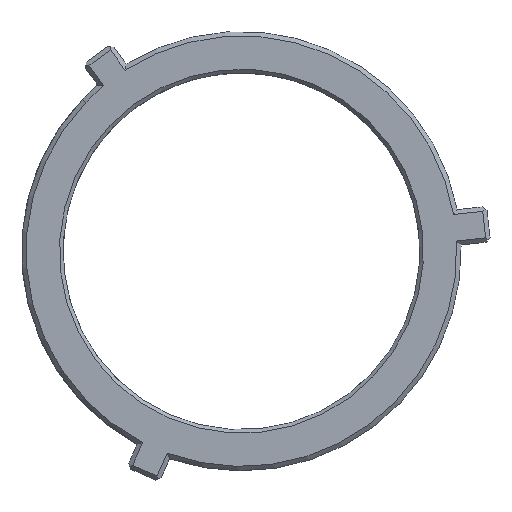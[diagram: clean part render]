
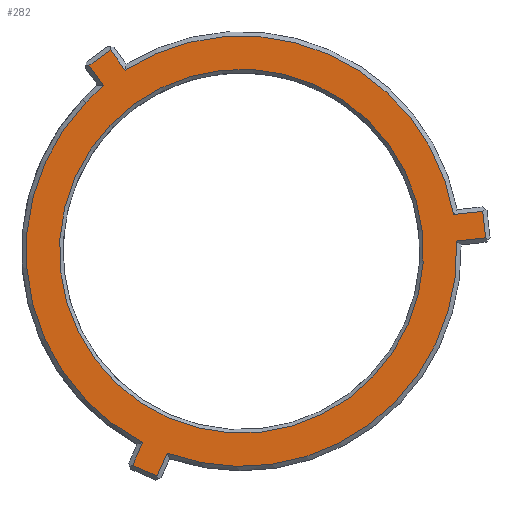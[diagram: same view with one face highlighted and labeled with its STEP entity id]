
A CAD part, top view. The second image highlights one B-rep face of the part: STEP entity #282.
In plain terms, the highlighted planar face has unit normal (0, 0, 1).
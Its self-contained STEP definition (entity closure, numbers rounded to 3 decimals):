
#147=CARTESIAN_POINT('',(0.001,0.,4.25));
#148=DIRECTION('',(0.,0.,-1.));
#149=DIRECTION('',(-0.722,0.692,0.));
#150=AXIS2_PLACEMENT_3D('',#147,#148,#149);
#151=PLANE('',#150);
#152=CARTESIAN_POINT('',(-9.5,-25.319,4.25));
#153=VERTEX_POINT('',#152);
#154=CARTESIAN_POINT('',(-8.374,-22.759,4.25));
#155=VERTEX_POINT('',#154);
#156=CARTESIAN_POINT('',(-9.5,-25.319,4.25));
#157=DIRECTION('',(0.403,0.915,0.));
#158=VECTOR('',#157,2.796);
#159=LINE('',#156,#158);
#160=EDGE_CURVE('',#153,#155,#159,.T.);
#161=ORIENTED_EDGE('',*,*,#160,.T.);
#162=CARTESIAN_POINT('',(24.223,1.144,4.25));
#163=VERTEX_POINT('',#162);
#164=CARTESIAN_POINT('',(0.,-0.001,4.25));
#165=DIRECTION('',(-0.,-0.,1.));
#166=DIRECTION('',(-0.722,0.692,0.));
#167=AXIS2_PLACEMENT_3D('',#164,#165,#166);
#168=CIRCLE('',#167,24.25);
#169=EDGE_CURVE('',#155,#163,#168,.T.);
#170=ORIENTED_EDGE('',*,*,#169,.T.);
#171=CARTESIAN_POINT('',(27.5,1.503,4.25));
#172=VERTEX_POINT('',#171);
#173=CARTESIAN_POINT('',(24.223,1.144,4.25));
#174=DIRECTION('',(0.994,0.109,0.));
#175=VECTOR('',#174,3.296);
#176=LINE('',#173,#175);
#177=EDGE_CURVE('',#163,#172,#176,.T.);
#178=ORIENTED_EDGE('',*,*,#177,.T.);
#179=CARTESIAN_POINT('',(27.173,4.485,4.25));
#180=VERTEX_POINT('',#179);
#181=CARTESIAN_POINT('',(27.5,1.503,4.25));
#182=DIRECTION('',(-0.109,0.994,0.));
#183=VECTOR('',#182,3.);
#184=LINE('',#181,#183);
#185=EDGE_CURVE('',#172,#180,#184,.T.);
#186=ORIENTED_EDGE('',*,*,#185,.T.);
#187=CARTESIAN_POINT('',(23.896,4.126,4.25));
#188=VERTEX_POINT('',#187);
#189=CARTESIAN_POINT('',(27.173,4.485,4.25));
#190=DIRECTION('',(-0.994,-0.109,0.));
#191=VECTOR('',#190,3.296);
#192=LINE('',#189,#191);
#193=EDGE_CURVE('',#180,#188,#192,.T.);
#194=ORIENTED_EDGE('',*,*,#193,.T.);
#195=CARTESIAN_POINT('',(-13.103,20.405,4.25));
#196=VERTEX_POINT('',#195);
#197=CARTESIAN_POINT('',(0.,-0.001,4.25));
#198=DIRECTION('',(-0.,-0.,1.));
#199=DIRECTION('',(-0.722,0.692,0.));
#200=AXIS2_PLACEMENT_3D('',#197,#198,#199);
#201=CIRCLE('',#200,24.25);
#202=EDGE_CURVE('',#188,#196,#201,.T.);
#203=ORIENTED_EDGE('',*,*,#202,.T.);
#204=CARTESIAN_POINT('',(-14.756,22.66,4.25));
#205=VERTEX_POINT('',#204);
#206=CARTESIAN_POINT('',(-13.103,20.405,4.25));
#207=DIRECTION('',(-0.591,0.806,0.));
#208=VECTOR('',#207,2.796);
#209=LINE('',#206,#208);
#210=EDGE_CURVE('',#196,#205,#209,.T.);
#211=ORIENTED_EDGE('',*,*,#210,.T.);
#212=CARTESIAN_POINT('',(-17.176,20.886,4.25));
#213=VERTEX_POINT('',#212);
#214=CARTESIAN_POINT('',(-14.756,22.66,4.25));
#215=DIRECTION('',(-0.806,-0.591,0.));
#216=VECTOR('',#215,3.);
#217=LINE('',#214,#216);
#218=EDGE_CURVE('',#205,#213,#217,.T.);
#219=ORIENTED_EDGE('',*,*,#218,.T.);
#220=CARTESIAN_POINT('',(-15.522,18.631,4.25));
#221=VERTEX_POINT('',#220);
#222=CARTESIAN_POINT('',(-17.176,20.886,4.25));
#223=DIRECTION('',(0.591,-0.806,0.));
#224=VECTOR('',#223,2.796);
#225=LINE('',#222,#224);
#226=EDGE_CURVE('',#213,#221,#225,.T.);
#227=ORIENTED_EDGE('',*,*,#226,.T.);
#228=CARTESIAN_POINT('',(-17.517,16.768,4.25));
#229=VERTEX_POINT('',#228);
#230=CARTESIAN_POINT('',(0.,-0.001,4.25));
#231=DIRECTION('',(-0.,-0.,1.));
#232=DIRECTION('',(-0.722,0.692,0.));
#233=AXIS2_PLACEMENT_3D('',#230,#231,#232);
#234=CIRCLE('',#233,24.25);
#235=EDGE_CURVE('',#221,#229,#234,.T.);
#236=ORIENTED_EDGE('',*,*,#235,.T.);
#237=CARTESIAN_POINT('',(-11.12,-21.551,4.25));
#238=VERTEX_POINT('',#237);
#239=CARTESIAN_POINT('',(0.,-0.001,4.25));
#240=DIRECTION('',(-0.,-0.,1.));
#241=DIRECTION('',(-0.722,0.692,0.));
#242=AXIS2_PLACEMENT_3D('',#239,#240,#241);
#243=CIRCLE('',#242,24.25);
#244=EDGE_CURVE('',#229,#238,#243,.T.);
#245=ORIENTED_EDGE('',*,*,#244,.T.);
#246=CARTESIAN_POINT('',(-12.246,-24.111,4.25));
#247=VERTEX_POINT('',#246);
#248=CARTESIAN_POINT('',(-11.12,-21.551,4.25));
#249=DIRECTION('',(-0.403,-0.915,0.));
#250=VECTOR('',#249,2.796);
#251=LINE('',#248,#250);
#252=EDGE_CURVE('',#238,#247,#251,.T.);
#253=ORIENTED_EDGE('',*,*,#252,.T.);
#254=CARTESIAN_POINT('',(-12.246,-24.111,4.25));
#255=DIRECTION('',(0.915,-0.403,0.));
#256=VECTOR('',#255,3.);
#257=LINE('',#254,#256);
#258=EDGE_CURVE('',#247,#153,#257,.T.);
#259=ORIENTED_EDGE('',*,*,#258,.T.);
#260=EDGE_LOOP('',(#161,#170,#178,#186,#194,#203,#211,#219,#227,#236,#245,#253,#259));
#261=FACE_BOUND('',#260,.T.);
#262=CARTESIAN_POINT('',(-14.808,14.175,4.25));
#263=VERTEX_POINT('',#262);
#264=CARTESIAN_POINT('',(14.808,-14.177,4.25));
#265=VERTEX_POINT('',#264);
#266=CARTESIAN_POINT('',(0.,-0.001,4.25));
#267=DIRECTION('',(0.,0.,-1.));
#268=DIRECTION('',(-0.722,0.692,0.));
#269=AXIS2_PLACEMENT_3D('',#266,#267,#268);
#270=CIRCLE('',#269,20.5);
#271=EDGE_CURVE('',#263,#265,#270,.T.);
#272=ORIENTED_EDGE('',*,*,#271,.T.);
#273=CARTESIAN_POINT('',(0.,-0.001,4.25));
#274=DIRECTION('',(0.,0.,-1.));
#275=DIRECTION('',(-0.722,0.692,0.));
#276=AXIS2_PLACEMENT_3D('',#273,#274,#275);
#277=CIRCLE('',#276,20.5);
#278=EDGE_CURVE('',#265,#263,#277,.T.);
#279=ORIENTED_EDGE('',*,*,#278,.T.);
#280=EDGE_LOOP('',(#272,#279));
#281=FACE_BOUND('',#280,.T.);
#282=ADVANCED_FACE('',(#261,#281),#151,.F.);
